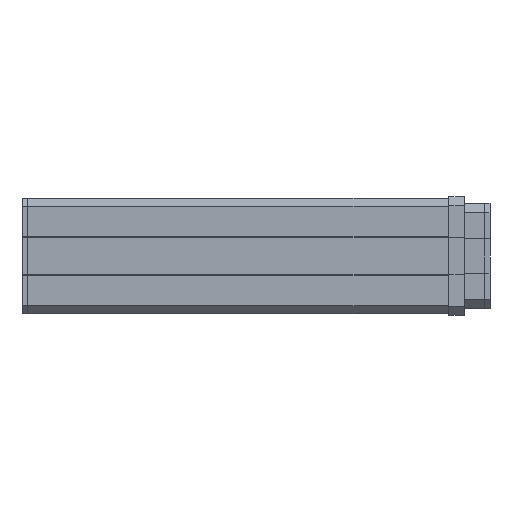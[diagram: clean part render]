
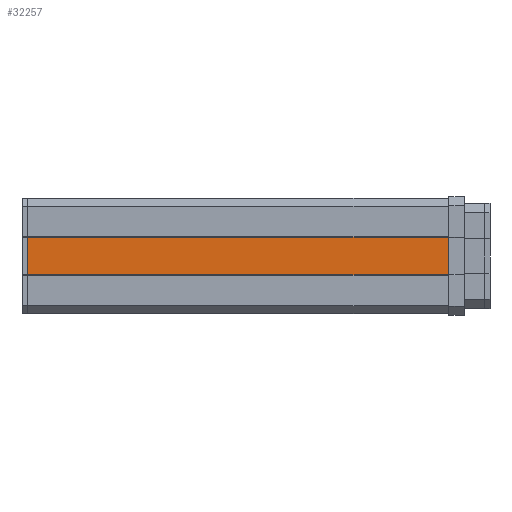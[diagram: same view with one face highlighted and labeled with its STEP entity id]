
A CAD part, left-side view. The second image highlights one B-rep face of the part: STEP entity #32257.
In plain terms, the highlighted planar face has unit normal (-1, 0, 0).
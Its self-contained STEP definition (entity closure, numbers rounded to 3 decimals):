
#658 = LINE ( 'NONE', #18891, #15927 ) ;
#765 = VECTOR ( 'NONE', #33815, 1000. ) ;
#1808 = ORIENTED_EDGE ( 'NONE', *, *, #33083, .T. ) ;
#2959 = DIRECTION ( 'NONE',  ( 0., 0., 1. ) ) ;
#3318 = EDGE_CURVE ( 'NONE', #28829, #16182, #658, .T. ) ;
#4083 = FACE_OUTER_BOUND ( 'NONE', #9136, .T. ) ;
#6599 = PLANE ( 'NONE',  #17581 ) ;
#7687 = VERTEX_POINT ( 'NONE', #9816 ) ;
#8015 = CARTESIAN_POINT ( 'NONE',  ( -51.5, 390., -34.793 ) ) ;
#9136 = EDGE_LOOP ( 'NONE', ( #13042, #32285, #34940, #1808 ) ) ;
#9482 = DIRECTION ( 'NONE',  ( 1., 0., 0. ) ) ;
#9816 = CARTESIAN_POINT ( 'NONE',  ( -51.5, 0., -34.793 ) ) ;
#11372 = EDGE_CURVE ( 'NONE', #19396, #7687, #13395, .T. ) ;
#11406 = CARTESIAN_POINT ( 'NONE',  ( -51.5, 390., -68.207 ) ) ;
#13042 = ORIENTED_EDGE ( 'NONE', *, *, #11372, .T. ) ;
#13395 = LINE ( 'NONE', #17237, #34424 ) ;
#14027 = CARTESIAN_POINT ( 'NONE',  ( -51.5, 390., -68.207 ) ) ;
#15775 = CARTESIAN_POINT ( 'NONE',  ( -51.5, 390., -34.793 ) ) ;
#15927 = VECTOR ( 'NONE', #36025, 1000. ) ;
#16182 = VERTEX_POINT ( 'NONE', #15775 ) ;
#16689 = VECTOR ( 'NONE', #25586, 1000. ) ;
#17237 = CARTESIAN_POINT ( 'NONE',  ( -51.5, 0., -34.793 ) ) ;
#17581 = AXIS2_PLACEMENT_3D ( 'NONE', #23763, #9482, #29510 ) ;
#18891 = CARTESIAN_POINT ( 'NONE',  ( -51.5, 390., -34.793 ) ) ;
#19047 = EDGE_CURVE ( 'NONE', #16182, #7687, #30340, .T. ) ;
#19396 = VERTEX_POINT ( 'NONE', #27056 ) ;
#23763 = CARTESIAN_POINT ( 'NONE',  ( -51.5, 390., -34.793 ) ) ;
#25586 = DIRECTION ( 'NONE',  ( 0., -1., 0. ) ) ;
#27056 = CARTESIAN_POINT ( 'NONE',  ( -51.5, 0., -68.207 ) ) ;
#28829 = VERTEX_POINT ( 'NONE', #14027 ) ;
#29510 = DIRECTION ( 'NONE',  ( 0., 0., -1. ) ) ;
#30340 = LINE ( 'NONE', #8015, #765 ) ;
#31893 = LINE ( 'NONE', #11406, #16689 ) ;
#32257 = ADVANCED_FACE ( 'NONE', ( #4083 ), #6599, .F. ) ;
#32285 = ORIENTED_EDGE ( 'NONE', *, *, #19047, .F. ) ;
#33083 = EDGE_CURVE ( 'NONE', #28829, #19396, #31893, .T. ) ;
#33815 = DIRECTION ( 'NONE',  ( 0., -1., 0. ) ) ;
#34424 = VECTOR ( 'NONE', #2959, 1000. ) ;
#34940 = ORIENTED_EDGE ( 'NONE', *, *, #3318, .F. ) ;
#36025 = DIRECTION ( 'NONE',  ( 0., 0., 1. ) ) ;
